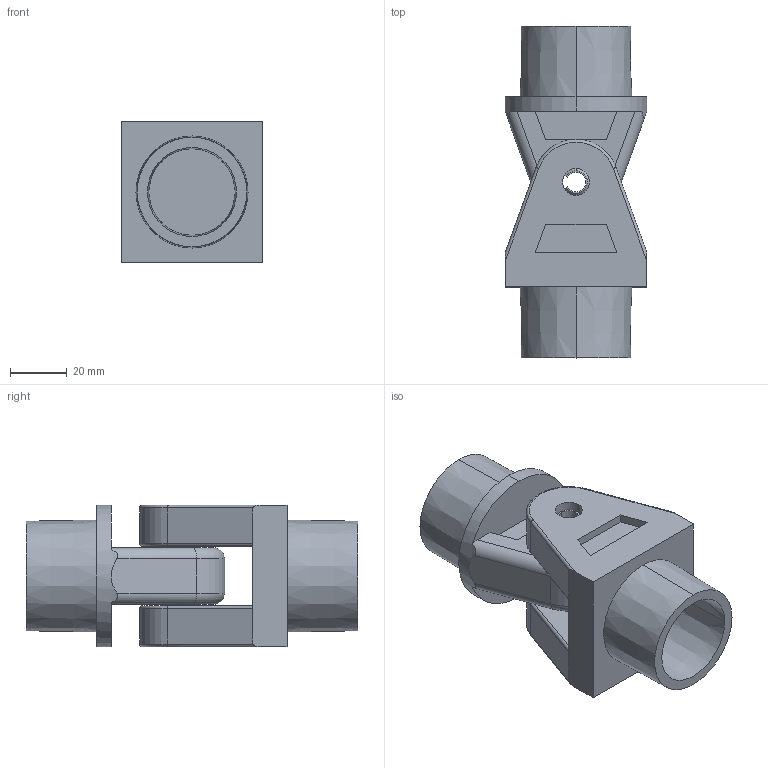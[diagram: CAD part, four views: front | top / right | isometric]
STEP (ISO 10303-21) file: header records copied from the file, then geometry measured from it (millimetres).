
FILE_DESCRIPTION (( 'STEP AP203' ), '1' );
FILE_NAME ('T58734.STEP', '2018-08-10T14:20:51', ( '' ), ( '' ), 'SwSTEP 2.0', 'SolidWorks 2016', '' );
FILE_SCHEMA (( 'CONFIG_CONTROL_DESIGN' ));
Length unit declared in the file: millimetre
Products named in the file (4): T58749; T58754; F790; T58734
Assembly tree (3 placements, depth 2):
  T58734
    T58749
    T58754
    F790
Bounding box: 50 x 117 x 50 mm (x, y, z)
Volume: 124189.6 mm3; surface area: 37069 mm2
Topology: 3 solids, 3 shells, 94 faces, 226 edges, 144 vertices
Faces by surface type: plane 45, cylinder 29, cone 14, torus 6
Entity records: 3208 total; most frequent: CARTESIAN_POINT 576, DIRECTION 484, ORIENTED_EDGE 452, EDGE_CURVE 226, AXIS2_PLACEMENT_3D 176, VERTEX_POINT 144, LINE 132, VECTOR 132
